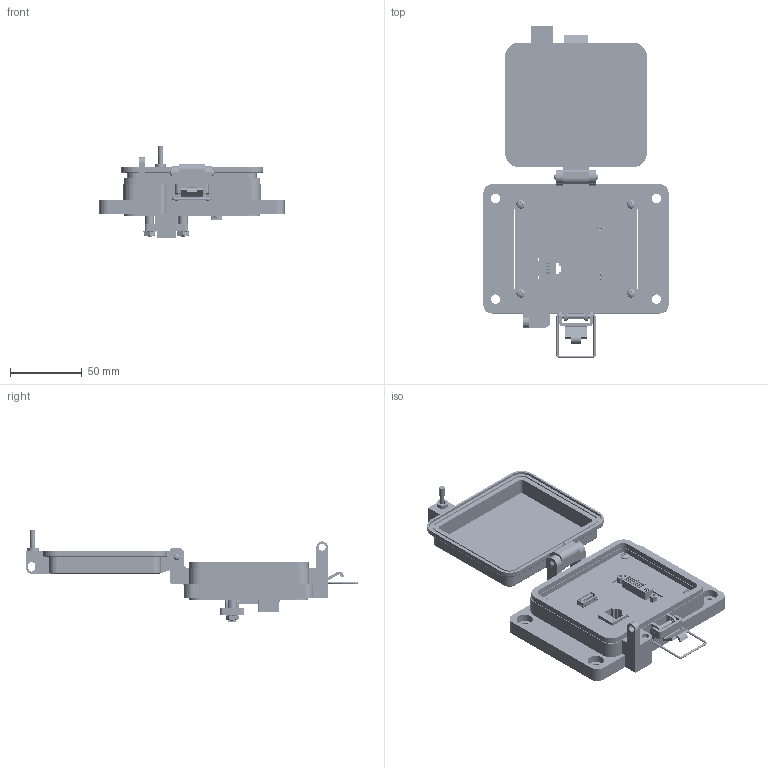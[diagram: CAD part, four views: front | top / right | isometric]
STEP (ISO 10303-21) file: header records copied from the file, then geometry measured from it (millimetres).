
FILE_DESCRIPTION (( 'STEP AP203' ), '1' );
FILE_NAME ('P-P22Q102R2-K3RX_3D.STEP', '2020-02-24T18:37:00', ( '' ), ( '' ), 'SwSTEP 2.0', 'SolidWorks 2019', '' );
FILE_SCHEMA (( 'CONFIG_CONTROL_DESIGN' ));
Length unit declared in the file: millimetre
Products named in the file (17): P-P22Q102R2-K3RX_TP180_1; P22; Z-002-632516HN_90675A007; -K3; Q102; Z-300-USB-A-FF; R2; P-P22Q102R2-K3RX_BP180_1; P-P22Q102R2-K3RX_FP060_1; 632FH_1-1_4-IN; Z-300-RJ45CAT5; Z-H-K3_B; Z-001-SPR_3_4; P-P22Q102R2-K3RX_3D; P-P22Q102R2-K3RX_TP060_1; 92005A124_METRIC PAN HEAD PHILLIPS MACHINE SCREW_92005A124; Z-000-4243316TFP
Assembly tree (23 placements, depth 3):
  P-P22Q102R2-K3RX_3D
    P-P22Q102R2-K3RX_BP180_1
    P22
      Z-300-USB-A-FF
    P-P22Q102R2-K3RX_TP180_1
    632FH_1-1_4-IN  x2
    Z-001-SPR_3_4  x2
    Z-002-632516HN_90675A007  x2
    P-P22Q102R2-K3RX_TP060_1
    Z-000-4243316TFP  x2
    P-P22Q102R2-K3RX_FP060_1
    Q102
    R2
      Z-300-RJ45CAT5
    -K3
      Z-H-K3_B
    92005A124_METRIC PAN HEAD PHILLIPS MACHINE SCREW_92005A124  x4
Bounding box: 129 x 231.18 x 64.45 mm (x, y, z)
Volume: 180563.8 mm3; surface area: 119044.2 mm2
Topology: 35 solids, 35 shells, 4326 faces, 11824 edges, 7748 vertices
Faces by surface type: plane 2052, cylinder 1390, bspline 552, cone 272, torus 36, sphere 24
Entity records: 144380 total; most frequent: CARTESIAN_POINT 60594, ORIENTED_EDGE 18514, DIRECTION 14528, EDGE_CURVE 9257, VECTOR 6236, LINE 6236, VERTEX_POINT 6065, AXIS2_PLACEMENT_3D 4146
